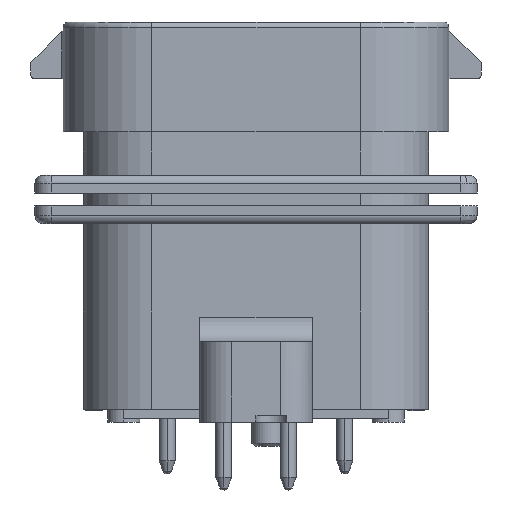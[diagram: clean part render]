
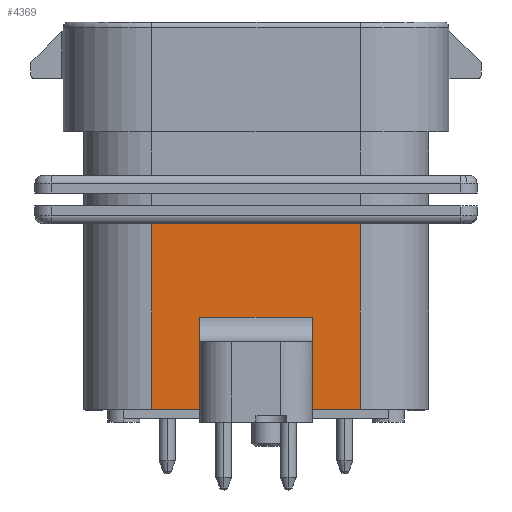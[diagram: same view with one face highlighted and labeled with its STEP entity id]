
A CAD part, left-side view. The second image highlights one B-rep face of the part: STEP entity #4369.
In plain terms, the highlighted planar face has unit normal (-1, 0, 0).
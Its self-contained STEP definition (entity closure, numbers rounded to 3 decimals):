
#4263=CARTESIAN_POINT('',(-16.25,6.45,-24.));
#4264=VERTEX_POINT('',#4263);
#4272=CARTESIAN_POINT('',(-16.25,6.45,-12.5));
#4273=VERTEX_POINT('',#4272);
#4274=CARTESIAN_POINT('',(-16.25,6.45,-24.));
#4275=DIRECTION('',(0.,0.,1.));
#4276=VECTOR('',#4275,11.5);
#4277=LINE('',#4274,#4276);
#4278=EDGE_CURVE('',#4264,#4273,#4277,.T.);
#4307=CARTESIAN_POINT('',(-16.25,-6.45,-19.5));
#4308=DIRECTION('',(0.,1.,0.));
#4309=DIRECTION('',(-1.,0.,0.));
#4310=AXIS2_PLACEMENT_3D('',#4307,#4309,#4308);
#4311=PLANE('',#4310);
#4312=CARTESIAN_POINT('',(-16.25,-3.5,-18.3));
#4313=VERTEX_POINT('',#4312);
#4314=CARTESIAN_POINT('',(-16.25,-3.5,-24.));
#4315=VERTEX_POINT('',#4314);
#4316=CARTESIAN_POINT('',(-16.25,-3.5,-18.3));
#4317=DIRECTION('',(0.,0.,-1.));
#4318=VECTOR('',#4317,5.7);
#4319=LINE('',#4316,#4318);
#4320=EDGE_CURVE('',#4313,#4315,#4319,.T.);
#4321=ORIENTED_EDGE('',*,*,#4320,.T.);
#4322=CARTESIAN_POINT('',(-16.25,-6.45,-24.));
#4323=VERTEX_POINT('',#4322);
#4324=CARTESIAN_POINT('',(-16.25,-3.5,-24.));
#4325=DIRECTION('',(0.,-1.,0.));
#4326=VECTOR('',#4325,2.95);
#4327=LINE('',#4324,#4326);
#4328=EDGE_CURVE('',#4315,#4323,#4327,.T.);
#4329=ORIENTED_EDGE('',*,*,#4328,.T.);
#4330=CARTESIAN_POINT('',(-16.25,-6.45,-12.5));
#4331=VERTEX_POINT('',#4330);
#4332=CARTESIAN_POINT('',(-16.25,-6.45,-24.));
#4333=DIRECTION('',(0.,0.,1.));
#4334=VECTOR('',#4333,11.5);
#4335=LINE('',#4332,#4334);
#4336=EDGE_CURVE('',#4323,#4331,#4335,.T.);
#4337=ORIENTED_EDGE('',*,*,#4336,.T.);
#4338=CARTESIAN_POINT('',(-16.25,-6.45,-12.5));
#4339=DIRECTION('',(0.,1.,0.));
#4340=VECTOR('',#4339,12.9);
#4341=LINE('',#4338,#4340);
#4342=EDGE_CURVE('',#4331,#4273,#4341,.T.);
#4343=ORIENTED_EDGE('',*,*,#4342,.T.);
#4344=ORIENTED_EDGE('',*,*,#4278,.F.);
#4345=CARTESIAN_POINT('',(-16.25,3.5,-24.));
#4346=VERTEX_POINT('',#4345);
#4347=CARTESIAN_POINT('',(-16.25,6.45,-24.));
#4348=DIRECTION('',(0.,-1.,0.));
#4349=VECTOR('',#4348,2.95);
#4350=LINE('',#4347,#4349);
#4351=EDGE_CURVE('',#4264,#4346,#4350,.T.);
#4352=ORIENTED_EDGE('',*,*,#4351,.T.);
#4353=CARTESIAN_POINT('',(-16.25,3.5,-18.3));
#4354=VERTEX_POINT('',#4353);
#4355=CARTESIAN_POINT('',(-16.25,3.5,-24.));
#4356=DIRECTION('',(0.,0.,1.));
#4357=VECTOR('',#4356,5.7);
#4358=LINE('',#4355,#4357);
#4359=EDGE_CURVE('',#4346,#4354,#4358,.T.);
#4360=ORIENTED_EDGE('',*,*,#4359,.T.);
#4361=CARTESIAN_POINT('',(-16.25,3.5,-18.3));
#4362=DIRECTION('',(0.,-1.,0.));
#4363=VECTOR('',#4362,7.);
#4364=LINE('',#4361,#4363);
#4365=EDGE_CURVE('',#4354,#4313,#4364,.T.);
#4366=ORIENTED_EDGE('',*,*,#4365,.T.);
#4367=EDGE_LOOP('',(#4321,#4329,#4337,#4343,#4344,#4352,#4360,#4366));
#4368=FACE_OUTER_BOUND('',#4367,.T.);
#4369=ADVANCED_FACE('',(#4368),#4311,.T.);
